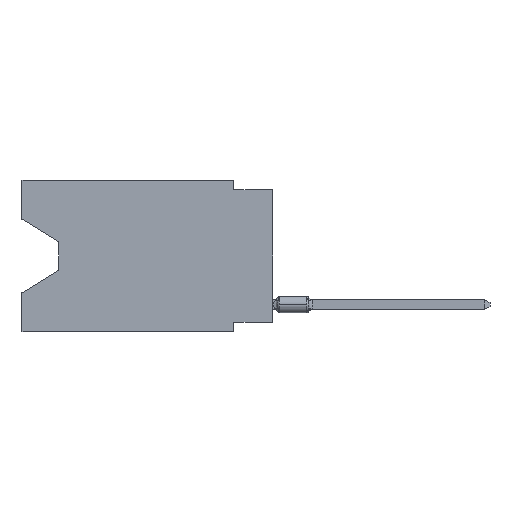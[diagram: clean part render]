
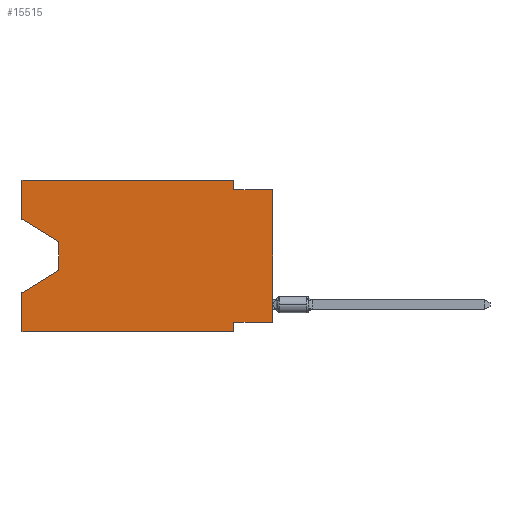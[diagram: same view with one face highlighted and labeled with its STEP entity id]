
A CAD part, left-side view. The second image highlights one B-rep face of the part: STEP entity #15515.
In plain terms, the highlighted planar face has unit normal (-1, 0, 0).
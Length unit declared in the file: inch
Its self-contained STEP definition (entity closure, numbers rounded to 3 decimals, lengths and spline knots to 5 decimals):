
#171 = AXIS2_PLACEMENT_3D ( 'NONE', #4947, #9015, #14663 ) ;
#227 = CARTESIAN_POINT ( 'NONE',  ( 0., 0., -0.025 ) ) ;
#729 = CARTESIAN_POINT ( 'NONE',  ( 0., 0.55, -0.232 ) ) ;
#886 = DIRECTION ( 'NONE',  ( 0., 0., 1. ) ) ;
#1024 = LINE ( 'NONE', #6661, #18182 ) ;
#1354 = VERTEX_POINT ( 'NONE', #13921 ) ;
#1501 = DIRECTION ( 'NONE',  ( 0., 0., -1. ) ) ;
#1855 = ORIENTED_EDGE ( 'NONE', *, *, #8538, .F. ) ;
#2071 = ORIENTED_EDGE ( 'NONE', *, *, #13406, .F. ) ;
#2258 = VERTEX_POINT ( 'NONE', #16167 ) ;
#2426 = CARTESIAN_POINT ( 'NONE',  ( 0., 0.645, -0.28975 ) ) ;
#2642 = CARTESIAN_POINT ( 'NONE',  ( 0., 0., -0.365 ) ) ;
#2709 = CARTESIAN_POINT ( 'NONE',  ( 0., 0.1, -0.39 ) ) ;
#3222 = DIRECTION ( 'NONE',  ( 0., 1., 0. ) ) ;
#3360 = VERTEX_POINT ( 'NONE', #16949 ) ;
#3433 = CARTESIAN_POINT ( 'NONE',  ( 0., 0.1, 0. ) ) ;
#3559 = LINE ( 'NONE', #9185, #4124 ) ;
#3799 = DIRECTION ( 'NONE',  ( 0., 0.855, -0.519 ) ) ;
#3883 = ORIENTED_EDGE ( 'NONE', *, *, #13721, .F. ) ;
#3944 = CARTESIAN_POINT ( 'NONE',  ( 0., 0.645, 0. ) ) ;
#4117 = DIRECTION ( 'NONE',  ( 0., 0., 1. ) ) ;
#4124 = VECTOR ( 'NONE', #15864, 39.37008 ) ;
#4158 = CARTESIAN_POINT ( 'NONE',  ( 0., 0.55, -0.158 ) ) ;
#4240 = LINE ( 'NONE', #4158, #8840 ) ;
#4270 = CARTESIAN_POINT ( 'NONE',  ( 0., 0.55, -0.232 ) ) ;
#4278 = LINE ( 'NONE', #2709, #17432 ) ;
#4489 = LINE ( 'NONE', #227, #8162 ) ;
#4947 = CARTESIAN_POINT ( 'NONE',  ( 0., 0.645, 0. ) ) ;
#5463 = VECTOR ( 'NONE', #3799, 39.37008 ) ;
#5558 = EDGE_CURVE ( 'NONE', #12438, #3360, #16971, .T. ) ;
#5831 = VERTEX_POINT ( 'NONE', #2426 ) ;
#6205 = ORIENTED_EDGE ( 'NONE', *, *, #15164, .T. ) ;
#6383 = ORIENTED_EDGE ( 'NONE', *, *, #17009, .F. ) ;
#6528 = ORIENTED_EDGE ( 'NONE', *, *, #13619, .T. ) ;
#6620 = ORIENTED_EDGE ( 'NONE', *, *, #5558, .F. ) ;
#6661 = CARTESIAN_POINT ( 'NONE',  ( 0., 0.645, 0. ) ) ;
#7057 = CARTESIAN_POINT ( 'NONE',  ( 0., 0.645, 0. ) ) ;
#7126 = CARTESIAN_POINT ( 'NONE',  ( 0., 0.55, -0.158 ) ) ;
#7160 = VERTEX_POINT ( 'NONE', #7126 ) ;
#7232 = ORIENTED_EDGE ( 'NONE', *, *, #12818, .T. ) ;
#7949 = ORIENTED_EDGE ( 'NONE', *, *, #15123, .T. ) ;
#8162 = VECTOR ( 'NONE', #11506, 39.37008 ) ;
#8313 = VERTEX_POINT ( 'NONE', #16500 ) ;
#8538 = EDGE_CURVE ( 'NONE', #3360, #14887, #1024, .T. ) ;
#8606 = VERTEX_POINT ( 'NONE', #4270 ) ;
#8840 = VECTOR ( 'NONE', #12382, 39.37008 ) ;
#8931 = EDGE_LOOP ( 'NONE', ( #7232, #6528, #6205, #12196, #12984, #2071, #3883, #7949, #6383, #12751, #1855, #6620 ) ) ;
#8966 = DIRECTION ( 'NONE',  ( 0., 0., 1. ) ) ;
#9015 = DIRECTION ( 'NONE',  ( 1., 0., 0. ) ) ;
#9185 = CARTESIAN_POINT ( 'NONE',  ( 0., 0.645, -0.39 ) ) ;
#9569 = LINE ( 'NONE', #12351, #11776 ) ;
#9803 = CARTESIAN_POINT ( 'NONE',  ( 0., 0.1, 0. ) ) ;
#10289 = CARTESIAN_POINT ( 'NONE',  ( 0., 0.645, -0.39 ) ) ;
#10363 = CARTESIAN_POINT ( 'NONE',  ( 0., 0., 0. ) ) ;
#10532 = LINE ( 'NONE', #10363, #13450 ) ;
#10535 = VECTOR ( 'NONE', #886, 39.37008 ) ;
#10815 = EDGE_CURVE ( 'NONE', #11525, #5831, #17740, .T. ) ;
#11506 = DIRECTION ( 'NONE',  ( 0., -1., 0. ) ) ;
#11525 = VERTEX_POINT ( 'NONE', #10289 ) ;
#11617 = CARTESIAN_POINT ( 'NONE',  ( 0., 0., -0.365 ) ) ;
#11620 = EDGE_CURVE ( 'NONE', #14887, #2258, #16108, .T. ) ;
#11776 = VECTOR ( 'NONE', #16429, 39.37008 ) ;
#11907 = CARTESIAN_POINT ( 'NONE',  ( 0., 0., -0.025 ) ) ;
#12155 = FACE_OUTER_BOUND ( 'NONE', #8931, .T. ) ;
#12196 = ORIENTED_EDGE ( 'NONE', *, *, #10815, .F. ) ;
#12309 = VERTEX_POINT ( 'NONE', #11907 ) ;
#12320 = DIRECTION ( 'NONE',  ( 0., -1., 0. ) ) ;
#12351 = CARTESIAN_POINT ( 'NONE',  ( 0., 0.645, -0.10025 ) ) ;
#12382 = DIRECTION ( 'NONE',  ( 0., 0., -1. ) ) ;
#12438 = VERTEX_POINT ( 'NONE', #16553 ) ;
#12751 = ORIENTED_EDGE ( 'NONE', *, *, #11620, .F. ) ;
#12818 = EDGE_CURVE ( 'NONE', #12438, #7160, #9569, .T. ) ;
#12984 = ORIENTED_EDGE ( 'NONE', *, *, #13199, .T. ) ;
#13199 = EDGE_CURVE ( 'NONE', #11525, #8313, #3559, .T. ) ;
#13406 = EDGE_CURVE ( 'NONE', #1354, #8313, #4278, .T. ) ;
#13450 = VECTOR ( 'NONE', #8966, 39.37008 ) ;
#13619 = EDGE_CURVE ( 'NONE', #7160, #8606, #4240, .T. ) ;
#13677 = LINE ( 'NONE', #729, #5463 ) ;
#13721 = EDGE_CURVE ( 'NONE', #16873, #1354, #15895, .T. ) ;
#13921 = CARTESIAN_POINT ( 'NONE',  ( 0., 0.1, -0.365 ) ) ;
#14470 = VECTOR ( 'NONE', #3222, 39.37008 ) ;
#14569 = PLANE ( 'NONE',  #171 ) ;
#14663 = DIRECTION ( 'NONE',  ( 0., 0., -1. ) ) ;
#14721 = DIRECTION ( 'NONE',  ( 0., 0., -1. ) ) ;
#14887 = VERTEX_POINT ( 'NONE', #9803 ) ;
#15123 = EDGE_CURVE ( 'NONE', #16873, #12309, #10532, .T. ) ;
#15164 = EDGE_CURVE ( 'NONE', #8606, #5831, #13677, .T. ) ;
#15515 = ADVANCED_FACE ( 'NONE', ( #12155 ), #14569, .F. ) ;
#15864 = DIRECTION ( 'NONE',  ( 0., -1., 0. ) ) ;
#15895 = LINE ( 'NONE', #11617, #14470 ) ;
#15908 = VECTOR ( 'NONE', #4117, 39.37008 ) ;
#16108 = LINE ( 'NONE', #3433, #17679 ) ;
#16167 = CARTESIAN_POINT ( 'NONE',  ( 0., 0.1, -0.025 ) ) ;
#16429 = DIRECTION ( 'NONE',  ( 0., -0.855, -0.519 ) ) ;
#16500 = CARTESIAN_POINT ( 'NONE',  ( 0., 0.1, -0.39 ) ) ;
#16553 = CARTESIAN_POINT ( 'NONE',  ( 0., 0.645, -0.10025 ) ) ;
#16873 = VERTEX_POINT ( 'NONE', #2642 ) ;
#16949 = CARTESIAN_POINT ( 'NONE',  ( 0., 0.645, 0. ) ) ;
#16971 = LINE ( 'NONE', #7057, #15908 ) ;
#17009 = EDGE_CURVE ( 'NONE', #2258, #12309, #4489, .T. ) ;
#17432 = VECTOR ( 'NONE', #1501, 39.37008 ) ;
#17679 = VECTOR ( 'NONE', #14721, 39.37008 ) ;
#17740 = LINE ( 'NONE', #3944, #10535 ) ;
#18182 = VECTOR ( 'NONE', #12320, 39.37008 ) ;
